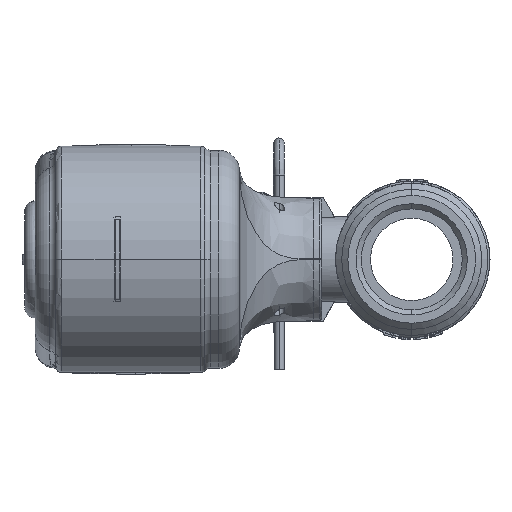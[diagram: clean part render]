
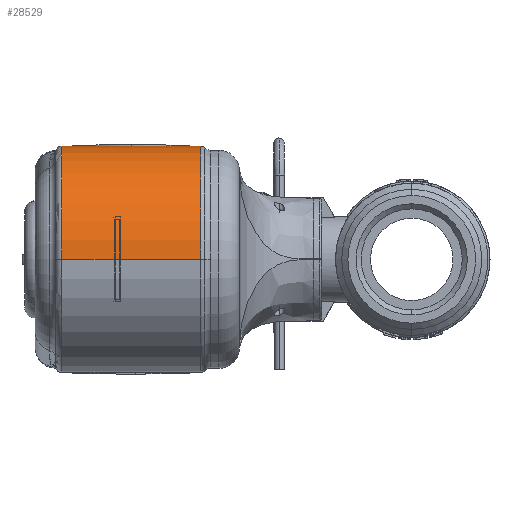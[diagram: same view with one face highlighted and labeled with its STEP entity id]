
A CAD part, left-side view. The second image highlights one B-rep face of the part: STEP entity #28529.
In plain terms, the highlighted cylindrical face has radius 27.5 mm (diameter 55 mm), a partial arc.
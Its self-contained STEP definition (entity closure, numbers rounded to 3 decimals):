
#24643=CARTESIAN_POINT('Vertex',(-68.365,44.932,281.111)) ;
#24646=CARTESIAN_POINT('Line Origine',(-68.365,28.089,281.111)) ;
#24650=CARTESIAN_POINT('Vertex',(-68.365,11.246,281.111)) ;
#26177=CARTESIAN_POINT('Vertex',(-95.865,44.932,253.611)) ;
#26202=CARTESIAN_POINT('Axis2P3D Location',(-68.365,44.932,253.611)) ;
#26375=CARTESIAN_POINT('Axis2P3D Location',(-68.365,46.432,253.611)) ;
#26380=CARTESIAN_POINT('Line Origine',(-95.865,46.432,253.611)) ;
#26384=CARTESIAN_POINT('Vertex',(-95.865,11.246,253.611)) ;
#28518=CARTESIAN_POINT('Axis2P3D Location',(-68.365,11.246,253.611)) ;
#24647=DIRECTION('Vector Direction',(0.,-1.,0.)) ;
#26203=DIRECTION('Axis2P3D Direction',(0.,-1.,0.)) ;
#26376=DIRECTION('Axis2P3D Direction',(0.,-1.,0.)) ;
#26377=DIRECTION('Axis2P3D XDirection',(0.,0.,1.)) ;
#26381=DIRECTION('Vector Direction',(0.,-1.,0.)) ;
#28519=DIRECTION('Axis2P3D Direction',(0.,-1.,0.)) ;
#26204=AXIS2_PLACEMENT_3D('Circle Axis2P3D',#26202,#26203,$) ;
#26378=AXIS2_PLACEMENT_3D('Cylinder Axis2P3D',#26375,#26376,#26377) ;
#28520=AXIS2_PLACEMENT_3D('Circle Axis2P3D',#28518,#28519,$) ;
#28524=ORIENTED_EDGE('',*,*,#24652,.F.) ;
#28525=ORIENTED_EDGE('',*,*,#26206,.T.) ;
#28526=ORIENTED_EDGE('',*,*,#26386,.T.) ;
#28527=ORIENTED_EDGE('',*,*,#28522,.T.) ;
#24648=VECTOR('Line Direction',#24647,1.) ;
#26382=VECTOR('Line Direction',#26381,1.) ;
#28529=ADVANCED_FACE('NAUO1',(#28528),#26379,.T.) ;
#26205=CIRCLE('generated circle',#26204,27.5) ;
#28521=CIRCLE('generated circle',#28520,27.5) ;
#26379=CYLINDRICAL_SURFACE('generated cylinder',#26378,27.5) ;
#24652=EDGE_CURVE('',#24644,#24651,#24649,.T.) ;
#26206=EDGE_CURVE('',#24644,#26178,#26205,.T.) ;
#26386=EDGE_CURVE('',#26178,#26385,#26383,.T.) ;
#28522=EDGE_CURVE('',#26385,#24651,#28521,.F.) ;
#28523=EDGE_LOOP('',(#28524,#28525,#28526,#28527)) ;
#28528=FACE_OUTER_BOUND('',#28523,.T.) ;
#24649=LINE('Line',#24646,#24648) ;
#26383=LINE('Line',#26380,#26382) ;
#24644=VERTEX_POINT('',#24643) ;
#24651=VERTEX_POINT('',#24650) ;
#26178=VERTEX_POINT('',#26177) ;
#26385=VERTEX_POINT('',#26384) ;
